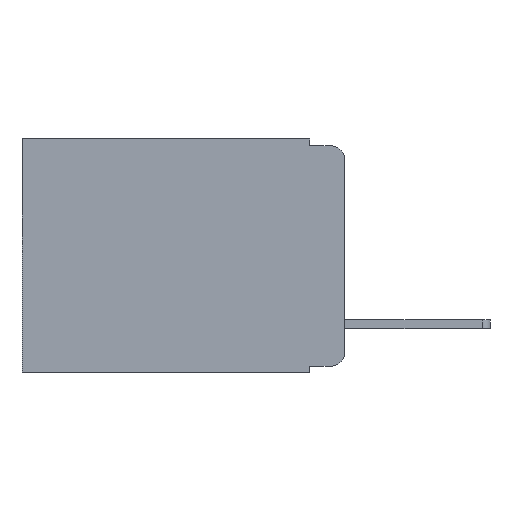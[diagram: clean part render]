
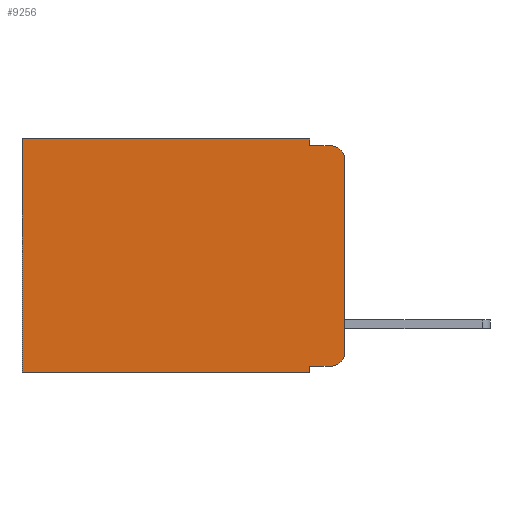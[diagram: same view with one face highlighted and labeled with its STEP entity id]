
A CAD part, left-side view. The second image highlights one B-rep face of the part: STEP entity #9256.
In plain terms, the highlighted planar face has unit normal (-1, 0, 0).
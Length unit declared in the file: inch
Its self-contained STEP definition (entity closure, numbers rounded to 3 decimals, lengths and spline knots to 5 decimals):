
#182 = VERTEX_POINT ( 'NONE', #2108 ) ;
#857 = EDGE_CURVE ( 'NONE', #13751, #15091, #16054, .T. ) ;
#878 = CARTESIAN_POINT ( 'NONE',  ( 0.298, 0., 0. ) ) ;
#897 = VERTEX_POINT ( 'NONE', #15210 ) ;
#1062 = DIRECTION ( 'NONE',  ( 0., 0., -1. ) ) ;
#1075 = DIRECTION ( 'NONE',  ( 0., 1., 0. ) ) ;
#1386 = ORIENTED_EDGE ( 'NONE', *, *, #15537, .F. ) ;
#1408 = DIRECTION ( 'NONE',  ( 0., -1., 0. ) ) ;
#1428 = LINE ( 'NONE', #8325, #12053 ) ;
#1481 = EDGE_CURVE ( 'NONE', #897, #11502, #13233, .T. ) ;
#1729 = LINE ( 'NONE', #11189, #11935 ) ;
#2108 = CARTESIAN_POINT ( 'NONE',  ( 0.298, 0.473, 0. ) ) ;
#2313 = VECTOR ( 'NONE', #1408, 39.37008 ) ;
#2758 = EDGE_CURVE ( 'NONE', #7335, #13751, #15026, .T. ) ;
#2790 = LINE ( 'NONE', #13185, #5873 ) ;
#3233 = CARTESIAN_POINT ( 'NONE',  ( 0.298, 0.051, -0.333 ) ) ;
#3478 = DIRECTION ( 'NONE',  ( 0., 0., -1. ) ) ;
#3497 = DIRECTION ( 'NONE',  ( -1., 0., 0. ) ) ;
#3798 = ORIENTED_EDGE ( 'NONE', *, *, #2758, .T. ) ;
#3872 = DIRECTION ( 'NONE',  ( -1., 0., 0. ) ) ;
#3878 = EDGE_LOOP ( 'NONE', ( #15379, #5963, #9295, #16419, #12754, #6213, #1386, #8331, #3798, #8987 ) ) ;
#4442 = EDGE_CURVE ( 'NONE', #9412, #182, #1729, .T. ) ;
#4468 = VERTEX_POINT ( 'NONE', #17099 ) ;
#5095 = CARTESIAN_POINT ( 'NONE',  ( 0.298, 0.051, -0.333 ) ) ;
#5747 = FACE_OUTER_BOUND ( 'NONE', #3878, .T. ) ;
#5873 = VECTOR ( 'NONE', #6577, 39.37008 ) ;
#5963 = ORIENTED_EDGE ( 'NONE', *, *, #1481, .T. ) ;
#6213 = ORIENTED_EDGE ( 'NONE', *, *, #8973, .T. ) ;
#6380 = DIRECTION ( 'NONE',  ( 0., 0., -1. ) ) ;
#6406 = VECTOR ( 'NONE', #6380, 39.37008 ) ;
#6494 = DIRECTION ( 'NONE',  ( 1., 0., 0. ) ) ;
#6577 = DIRECTION ( 'NONE',  ( 0., 0., -1. ) ) ;
#7180 = EDGE_CURVE ( 'NONE', #7335, #13429, #1428, .T. ) ;
#7223 = CARTESIAN_POINT ( 'NONE',  ( 0.298, 0.051, -0.01 ) ) ;
#7335 = VERTEX_POINT ( 'NONE', #3233 ) ;
#7394 = AXIS2_PLACEMENT_3D ( 'NONE', #7809, #3872, #13785 ) ;
#7458 = CARTESIAN_POINT ( 'NONE',  ( 0.298, 0., 0. ) ) ;
#7508 = CARTESIAN_POINT ( 'NONE',  ( 0.298, 0.051, 0. ) ) ;
#7737 = EDGE_CURVE ( 'NONE', #897, #15091, #13453, .T. ) ;
#7809 = CARTESIAN_POINT ( 'NONE',  ( 0.298, 0.02, -0.313 ) ) ;
#8302 = DIRECTION ( 'NONE',  ( 0., 0., -1. ) ) ;
#8325 = CARTESIAN_POINT ( 'NONE',  ( 0.298, 0.051, 0. ) ) ;
#8331 = ORIENTED_EDGE ( 'NONE', *, *, #7180, .F. ) ;
#8973 = EDGE_CURVE ( 'NONE', #182, #14123, #13011, .T. ) ;
#8987 = ORIENTED_EDGE ( 'NONE', *, *, #857, .T. ) ;
#9256 = ADVANCED_FACE ( 'NONE', ( #5747 ), #11414, .F. ) ;
#9295 = ORIENTED_EDGE ( 'NONE', *, *, #16803, .F. ) ;
#9388 = LINE ( 'NONE', #7223, #2313 ) ;
#9412 = VERTEX_POINT ( 'NONE', #7508 ) ;
#9530 = VECTOR ( 'NONE', #9904, 39.37008 ) ;
#9904 = DIRECTION ( 'NONE',  ( 0., 0., -1. ) ) ;
#10544 = CARTESIAN_POINT ( 'NONE',  ( 0.298, 0.02, -0.333 ) ) ;
#10566 = DIRECTION ( 'NONE',  ( 0., 1., 0. ) ) ;
#11189 = CARTESIAN_POINT ( 'NONE',  ( 0.298, 0., 0. ) ) ;
#11268 = CARTESIAN_POINT ( 'NONE',  ( 0.298, 0.02, -0.03 ) ) ;
#11414 = PLANE ( 'NONE',  #16132 ) ;
#11502 = VERTEX_POINT ( 'NONE', #15385 ) ;
#11635 = EDGE_CURVE ( 'NONE', #9412, #4468, #2790, .T. ) ;
#11935 = VECTOR ( 'NONE', #10566, 39.37008 ) ;
#12053 = VECTOR ( 'NONE', #8302, 39.37008 ) ;
#12131 = VECTOR ( 'NONE', #1075, 39.37008 ) ;
#12541 = LINE ( 'NONE', #16865, #12131 ) ;
#12754 = ORIENTED_EDGE ( 'NONE', *, *, #4442, .T. ) ;
#12892 = CARTESIAN_POINT ( 'NONE',  ( 0.298, 0.473, -0.343 ) ) ;
#13011 = LINE ( 'NONE', #14372, #9530 ) ;
#13185 = CARTESIAN_POINT ( 'NONE',  ( 0.298, 0.051, 0. ) ) ;
#13233 = CIRCLE ( 'NONE', #15846, 0.02 ) ;
#13429 = VERTEX_POINT ( 'NONE', #15060 ) ;
#13453 = LINE ( 'NONE', #7458, #6406 ) ;
#13539 = CARTESIAN_POINT ( 'NONE',  ( 0.298, 0., -0.313 ) ) ;
#13751 = VERTEX_POINT ( 'NONE', #10544 ) ;
#13785 = DIRECTION ( 'NONE',  ( 0., 0., -1. ) ) ;
#14123 = VERTEX_POINT ( 'NONE', #12892 ) ;
#14372 = CARTESIAN_POINT ( 'NONE',  ( 0.298, 0.473, 0. ) ) ;
#14612 = VECTOR ( 'NONE', #16930, 39.37008 ) ;
#15026 = LINE ( 'NONE', #5095, #14612 ) ;
#15060 = CARTESIAN_POINT ( 'NONE',  ( 0.298, 0.051, -0.343 ) ) ;
#15091 = VERTEX_POINT ( 'NONE', #13539 ) ;
#15210 = CARTESIAN_POINT ( 'NONE',  ( 0.298, 0., -0.03 ) ) ;
#15379 = ORIENTED_EDGE ( 'NONE', *, *, #7737, .F. ) ;
#15385 = CARTESIAN_POINT ( 'NONE',  ( 0.298, 0.02, -0.01 ) ) ;
#15537 = EDGE_CURVE ( 'NONE', #13429, #14123, #12541, .T. ) ;
#15846 = AXIS2_PLACEMENT_3D ( 'NONE', #11268, #3497, #3478 ) ;
#16054 = CIRCLE ( 'NONE', #7394, 0.02 ) ;
#16132 = AXIS2_PLACEMENT_3D ( 'NONE', #878, #6494, #1062 ) ;
#16419 = ORIENTED_EDGE ( 'NONE', *, *, #11635, .F. ) ;
#16803 = EDGE_CURVE ( 'NONE', #4468, #11502, #9388, .T. ) ;
#16865 = CARTESIAN_POINT ( 'NONE',  ( 0.298, 0., -0.343 ) ) ;
#16930 = DIRECTION ( 'NONE',  ( 0., -1., 0. ) ) ;
#17099 = CARTESIAN_POINT ( 'NONE',  ( 0.298, 0.051, -0.01 ) ) ;
